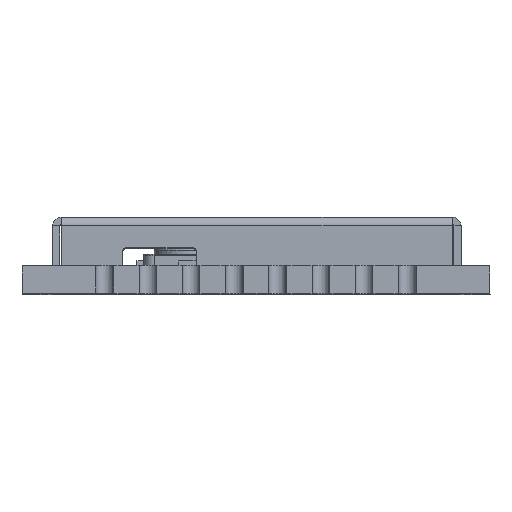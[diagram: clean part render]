
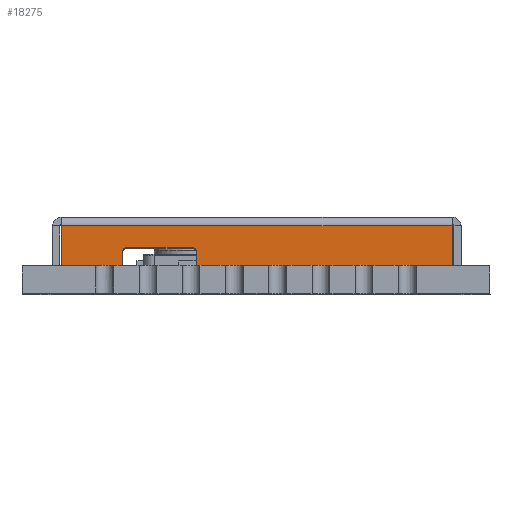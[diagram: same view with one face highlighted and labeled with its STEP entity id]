
A CAD part, top view. The second image highlights one B-rep face of the part: STEP entity #18275.
In plain terms, the highlighted planar face has unit normal (0, 0, 1).
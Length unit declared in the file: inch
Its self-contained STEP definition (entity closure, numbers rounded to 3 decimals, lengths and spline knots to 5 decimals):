
#112 = EDGE_CURVE ( 'NONE', #6639, #23051, #27052, .T. ) ;
#169 = EDGE_CURVE ( 'NONE', #23051, #19686, #12096, .T. ) ;
#216 = VERTEX_POINT ( 'NONE', #18956 ) ;
#270 = DIRECTION ( 'NONE',  ( 0., -1., 0. ) ) ;
#743 = ORIENTED_EDGE ( 'NONE', *, *, #4171, .F. ) ;
#906 = CARTESIAN_POINT ( 'NONE',  ( 0.10646, 0.10219, 0.563 ) ) ;
#2464 = CARTESIAN_POINT ( 'NONE',  ( 0.10646, 0.14719, 0.563 ) ) ;
#3134 = DIRECTION ( 'NONE',  ( -1., 0., 0. ) ) ;
#3641 = DIRECTION ( 'NONE',  ( 0., 1., 0. ) ) ;
#4038 = ORIENTED_EDGE ( 'NONE', *, *, #24534, .F. ) ;
#4171 = EDGE_CURVE ( 'NONE', #19686, #9642, #29038, .T. ) ;
#4771 = ORIENTED_EDGE ( 'NONE', *, *, #14077, .F. ) ;
#5193 = CARTESIAN_POINT ( 'NONE',  ( 0.10646, 0.14919, 0.563 ) ) ;
#5376 = EDGE_CURVE ( 'NONE', #8928, #216, #20267, .T. ) ;
#5617 = VERTEX_POINT ( 'NONE', #14483 ) ;
#6076 = EDGE_LOOP ( 'NONE', ( #743, #9370, #23330, #19510, #16990, #16019, #9866, #20318, #4038, #4771 ) ) ;
#6141 = CARTESIAN_POINT ( 'NONE',  ( 0.10646, 0.14719, 0.563 ) ) ;
#6254 = CIRCLE ( 'NONE', #21607, 0.005 ) ;
#6639 = VERTEX_POINT ( 'NONE', #17990 ) ;
#6813 = AXIS2_PLACEMENT_3D ( 'NONE', #9221, #25159, #11496 ) ;
#6865 = VECTOR ( 'NONE', #3134, 39.37008 ) ;
#7267 = FACE_OUTER_BOUND ( 'NONE', #6076, .T. ) ;
#7803 = DIRECTION ( 'NONE',  ( -1., 0., 0. ) ) ;
#8021 = EDGE_CURVE ( 'NONE', #6639, #11733, #16628, .T. ) ;
#8078 = VECTOR ( 'NONE', #22118, 39.37008 ) ;
#8928 = VERTEX_POINT ( 'NONE', #14994 ) ;
#9221 = CARTESIAN_POINT ( 'NONE',  ( 0.18046, 0.11719, 0.563 ) ) ;
#9370 = ORIENTED_EDGE ( 'NONE', *, *, #169, .F. ) ;
#9642 = VERTEX_POINT ( 'NONE', #29436 ) ;
#9866 = ORIENTED_EDGE ( 'NONE', *, *, #12825, .F. ) ;
#10699 = DIRECTION ( 'NONE',  ( 0., 0., 1. ) ) ;
#10812 = LINE ( 'NONE', #17433, #28223 ) ;
#11496 = DIRECTION ( 'NONE',  ( -1., 0., 0. ) ) ;
#11565 = DIRECTION ( 'NONE',  ( 0., -1., 0. ) ) ;
#11733 = VERTEX_POINT ( 'NONE', #2464 ) ;
#12090 = DIRECTION ( 'NONE',  ( 0., -1., 0. ) ) ;
#12096 = LINE ( 'NONE', #21924, #17485 ) ;
#12825 = EDGE_CURVE ( 'NONE', #216, #18235, #28506, .T. ) ;
#13314 = CARTESIAN_POINT ( 'NONE',  ( 0.26046, 0.10219, 0.563 ) ) ;
#13436 = CARTESIAN_POINT ( 'NONE',  ( 0.26046, 0.10219, 0.563 ) ) ;
#14077 = EDGE_CURVE ( 'NONE', #9642, #5617, #6254, .T. ) ;
#14483 = CARTESIAN_POINT ( 'NONE',  ( 0.25546, 0.12219, 0.563 ) ) ;
#14787 = VERTEX_POINT ( 'NONE', #28850 ) ;
#14994 = CARTESIAN_POINT ( 'NONE',  ( 0.18046, 0.12219, 0.563 ) ) ;
#16019 = ORIENTED_EDGE ( 'NONE', *, *, #23289, .F. ) ;
#16461 = VECTOR ( 'NONE', #270, 39.37008 ) ;
#16604 = PLANE ( 'NONE',  #26223 ) ;
#16628 = LINE ( 'NONE', #6141, #8078 ) ;
#16811 = CARTESIAN_POINT ( 'NONE',  ( 0.18046, 0.12219, 0.563 ) ) ;
#16990 = ORIENTED_EDGE ( 'NONE', *, *, #25466, .F. ) ;
#17433 = CARTESIAN_POINT ( 'NONE',  ( 0.10646, 0.14919, 0.563 ) ) ;
#17485 = VECTOR ( 'NONE', #22019, 39.37008 ) ;
#17990 = CARTESIAN_POINT ( 'NONE',  ( 0.55146, 0.14719, 0.563 ) ) ;
#17991 = CARTESIAN_POINT ( 'NONE',  ( 0.17546, 0.10219, 0.563 ) ) ;
#18235 = VERTEX_POINT ( 'NONE', #17991 ) ;
#18275 = ADVANCED_FACE ( 'NONE', ( #7267 ), #16604, .T. ) ;
#18467 = LINE ( 'NONE', #906, #23769 ) ;
#18956 = CARTESIAN_POINT ( 'NONE',  ( 0.17546, 0.11719, 0.563 ) ) ;
#19510 = ORIENTED_EDGE ( 'NONE', *, *, #8021, .T. ) ;
#19686 = VERTEX_POINT ( 'NONE', #13314 ) ;
#20267 = CIRCLE ( 'NONE', #6813, 0.005 ) ;
#20318 = ORIENTED_EDGE ( 'NONE', *, *, #5376, .F. ) ;
#21034 = VECTOR ( 'NONE', #11565, 39.37008 ) ;
#21607 = AXIS2_PLACEMENT_3D ( 'NONE', #24348, #10699, #26630 ) ;
#21924 = CARTESIAN_POINT ( 'NONE',  ( 0.10646, 0.10219, 0.563 ) ) ;
#22019 = DIRECTION ( 'NONE',  ( -1., 0., 0. ) ) ;
#22118 = DIRECTION ( 'NONE',  ( -1., 0., 0. ) ) ;
#22934 = CARTESIAN_POINT ( 'NONE',  ( 0.55146, 0.10219, 0.563 ) ) ;
#23017 = VECTOR ( 'NONE', #27039, 39.37008 ) ;
#23051 = VERTEX_POINT ( 'NONE', #25269 ) ;
#23289 = EDGE_CURVE ( 'NONE', #18235, #14787, #18467, .T. ) ;
#23330 = ORIENTED_EDGE ( 'NONE', *, *, #112, .F. ) ;
#23769 = VECTOR ( 'NONE', #7803, 39.37008 ) ;
#24333 = LINE ( 'NONE', #16811, #6865 ) ;
#24348 = CARTESIAN_POINT ( 'NONE',  ( 0.25546, 0.11719, 0.563 ) ) ;
#24534 = EDGE_CURVE ( 'NONE', #5617, #8928, #24333, .T. ) ;
#25159 = DIRECTION ( 'NONE',  ( 0., 0., 1. ) ) ;
#25269 = CARTESIAN_POINT ( 'NONE',  ( 0.55146, 0.10219, 0.563 ) ) ;
#25466 = EDGE_CURVE ( 'NONE', #14787, #11733, #10812, .T. ) ;
#25746 = DIRECTION ( 'NONE',  ( 0., 0., 1. ) ) ;
#26223 = AXIS2_PLACEMENT_3D ( 'NONE', #5193, #25746, #12090 ) ;
#26630 = DIRECTION ( 'NONE',  ( 1., 0., 0. ) ) ;
#27039 = DIRECTION ( 'NONE',  ( 0., 1., 0. ) ) ;
#27052 = LINE ( 'NONE', #22934, #21034 ) ;
#28223 = VECTOR ( 'NONE', #3641, 39.37008 ) ;
#28506 = LINE ( 'NONE', #29220, #16461 ) ;
#28850 = CARTESIAN_POINT ( 'NONE',  ( 0.10646, 0.10219, 0.563 ) ) ;
#29038 = LINE ( 'NONE', #13436, #23017 ) ;
#29220 = CARTESIAN_POINT ( 'NONE',  ( 0.17546, 0.10219, 0.563 ) ) ;
#29436 = CARTESIAN_POINT ( 'NONE',  ( 0.26046, 0.11719, 0.563 ) ) ;
